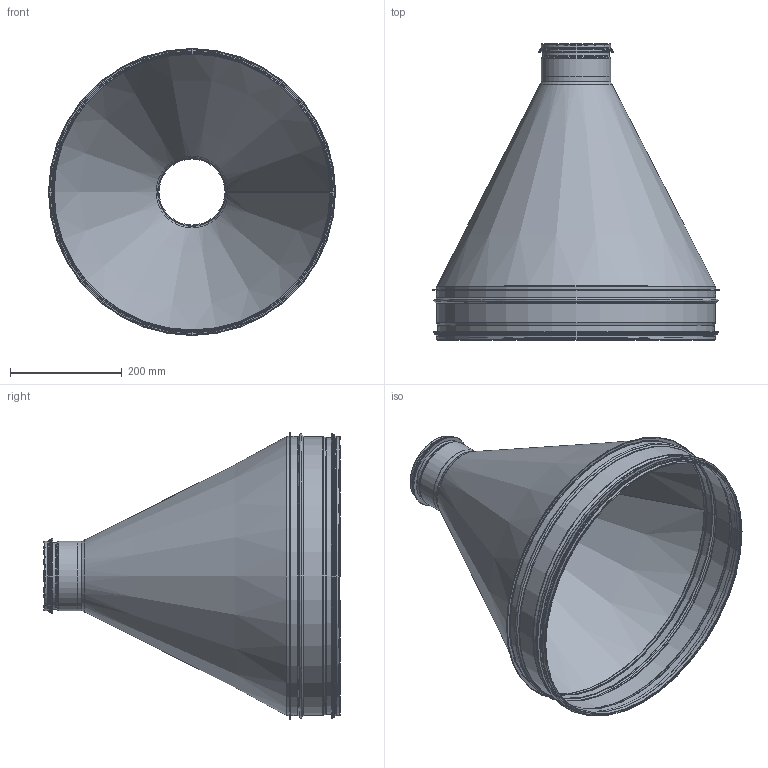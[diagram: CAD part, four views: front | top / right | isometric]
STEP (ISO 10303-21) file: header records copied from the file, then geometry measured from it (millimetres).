
FILE_DESCRIPTION((''),'2;1');
FILE_NAME('HFC_10-04.stp','2014-02-19T13:50:36',(''),(''),'Autodesk Inventor 2013','Autodesk Inventor 2013','');
FILE_SCHEMA(('AUTOMOTIVE_DESIGN { 1 2 10303 214 0 1 1 1 }'));
Length unit declared in the file: millimetre
Products named in the file (8): HFC_10-04; HSGMedFals-500; HSGMedFalsRörämne-500; 999010; StosHFC_500-125; StosRörämneHFC_500-125; 999004; KonPunktadHFC-500-125
Assembly tree (7 placements, depth 3):
  HFC_10-04
    HSGMedFals-500
      HSGMedFalsRörämne-500
      999010
    StosHFC_500-125
      StosRörämneHFC_500-125
      999004
    KonPunktadHFC-500-125
Bounding box: 513.21 x 529.33 x 513.21 mm (x, y, z)
Volume: 426313.1 mm3; surface area: 1372888.5 mm2
Topology: 5 solids, 5 shells, 192 faces, 374 edges, 198 vertices
Faces by surface type: plane 93, torus 46, cylinder 32, cone 21
Full cylindrical faces by diameter (mm): 118.25 x1, 119.25 x1, 120.45 x1, 121.85 x1, 123.05 x6, 124.05 x2, 129.45 x1, 134.45 x1, 492.95 x1, 493.95 x1, 495.15 x1, 497.55 x1, 497.75 x6, 498.75 x4, 501.75 x1, 504.15 x1, 509.15 x1, 512.75 x1
Entity records: 5034 total; most frequent: DIRECTION 946, CARTESIAN_POINT 751, ORIENTED_EDGE 692, AXIS2_PLACEMENT_3D 393, EDGE_CURVE 346, EDGE_LOOP 230, VERTEX_POINT 198, FACE_OUTER_BOUND 192
